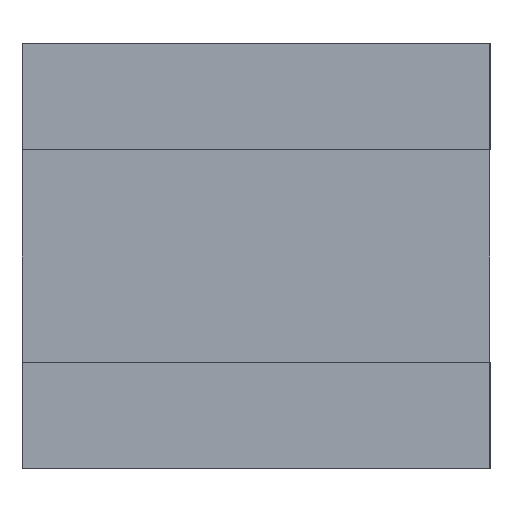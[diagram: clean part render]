
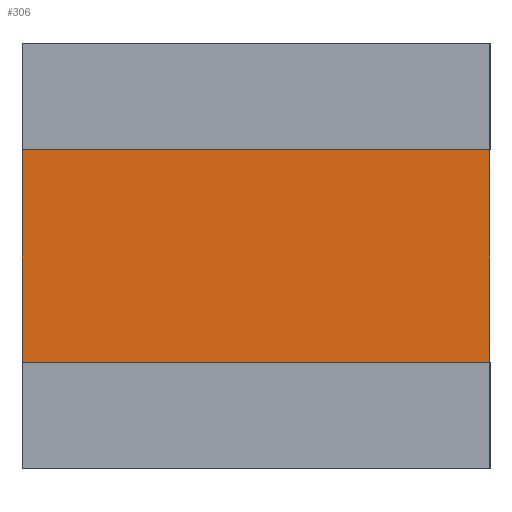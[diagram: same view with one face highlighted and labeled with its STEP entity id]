
A CAD part, left-side view. The second image highlights one B-rep face of the part: STEP entity #306.
In plain terms, the highlighted planar face has unit normal (-1, 0, 0).
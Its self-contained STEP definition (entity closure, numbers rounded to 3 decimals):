
#1 = VECTOR ( 'NONE', #73, 1000. ) ;
#51 = CARTESIAN_POINT ( 'NONE',  ( -15., -11., -5. ) ) ;
#73 = DIRECTION ( 'NONE',  ( 0., 1., 0. ) ) ;
#101 = DIRECTION ( 'NONE',  ( 0., 0., 1. ) ) ;
#133 = EDGE_CURVE ( 'NONE', #890, #1062, #1019, .T. ) ;
#197 = LINE ( 'NONE', #476, #848 ) ;
#306 = ADVANCED_FACE ( 'NONE', ( #308 ), #489, .T. ) ;
#308 = FACE_OUTER_BOUND ( 'NONE', #1003, .T. ) ;
#399 = CARTESIAN_POINT ( 'NONE',  ( -15., 11., 5. ) ) ;
#418 = CARTESIAN_POINT ( 'NONE',  ( -15., -11., 5. ) ) ;
#428 = VERTEX_POINT ( 'NONE', #612 ) ;
#464 = CARTESIAN_POINT ( 'NONE',  ( -15., -11., -5. ) ) ;
#470 = EDGE_CURVE ( 'NONE', #890, #428, #197, .T. ) ;
#476 = CARTESIAN_POINT ( 'NONE',  ( -15., -11., -5. ) ) ;
#489 = PLANE ( 'NONE',  #1112 ) ;
#525 = LINE ( 'NONE', #418, #1 ) ;
#537 = DIRECTION ( 'NONE',  ( 0., 0., 1. ) ) ;
#595 = VERTEX_POINT ( 'NONE', #399 ) ;
#612 = CARTESIAN_POINT ( 'NONE',  ( -15., -11., 5. ) ) ;
#624 = VECTOR ( 'NONE', #904, 1000. ) ;
#645 = CARTESIAN_POINT ( 'NONE',  ( -15., 11., -5. ) ) ;
#671 = ORIENTED_EDGE ( 'NONE', *, *, #981, .F. ) ;
#706 = ORIENTED_EDGE ( 'NONE', *, *, #853, .T. ) ;
#723 = CARTESIAN_POINT ( 'NONE',  ( -15., 11., -5. ) ) ;
#775 = DIRECTION ( 'NONE',  ( 0., 0., 1. ) ) ;
#843 = VECTOR ( 'NONE', #101, 1000. ) ;
#848 = VECTOR ( 'NONE', #537, 1000. ) ;
#853 = EDGE_CURVE ( 'NONE', #428, #595, #525, .T. ) ;
#890 = VERTEX_POINT ( 'NONE', #1156 ) ;
#904 = DIRECTION ( 'NONE',  ( 0., 1., 0. ) ) ;
#962 = ORIENTED_EDGE ( 'NONE', *, *, #133, .F. ) ;
#981 = EDGE_CURVE ( 'NONE', #1062, #595, #1076, .T. ) ;
#1003 = EDGE_LOOP ( 'NONE', ( #671, #962, #1149, #706 ) ) ;
#1019 = LINE ( 'NONE', #464, #624 ) ;
#1062 = VERTEX_POINT ( 'NONE', #723 ) ;
#1076 = LINE ( 'NONE', #645, #843 ) ;
#1112 = AXIS2_PLACEMENT_3D ( 'NONE', #51, #1140, #775 ) ;
#1140 = DIRECTION ( 'NONE',  ( -1., 0., 0. ) ) ;
#1149 = ORIENTED_EDGE ( 'NONE', *, *, #470, .T. ) ;
#1156 = CARTESIAN_POINT ( 'NONE',  ( -15., -11., -5. ) ) ;
